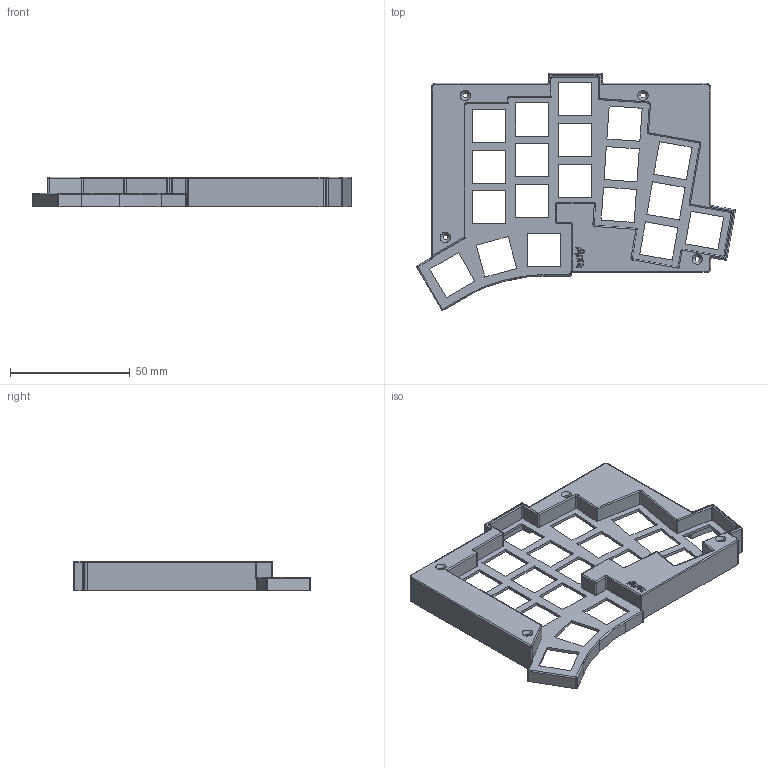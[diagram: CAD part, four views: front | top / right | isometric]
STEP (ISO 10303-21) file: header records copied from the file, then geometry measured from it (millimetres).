
FILE_DESCRIPTION (( 'STEP AP214' ), '1' );
FILE_NAME ('TOTEMcase_v08_6mm_BLE_Top_R_v3.STEP', '2024-11-19T10:11:26', ( '' ), ( '' ), 'SwSTEP 2.0', 'SolidWorks 2024', '' );
FILE_SCHEMA (( 'AUTOMOTIVE_DESIGN' ));
Length unit declared in the file: millimetre
Products named in the file (1): TOTEMcase_v08_6mm_BLE_Top_R_v3
Bounding box: 133.1 x 99.01 x 12.5 mm (x, y, z)
Volume: 18975 mm3; surface area: 27432 mm2
Topology: 1 solids, 1 shells, 601 faces, 1597 edges, 1015 vertices
Faces by surface type: plane 360, cylinder 136, bspline 45, sphere 23, torus 23, cone 14
Entity records: 18821 total; most frequent: CARTESIAN_POINT 3953, ORIENTED_EDGE 3160, DIRECTION 2917, EDGE_CURVE 1580, LINE 1169, VECTOR 1169, VERTEX_POINT 1011, AXIS2_PLACEMENT_3D 874
